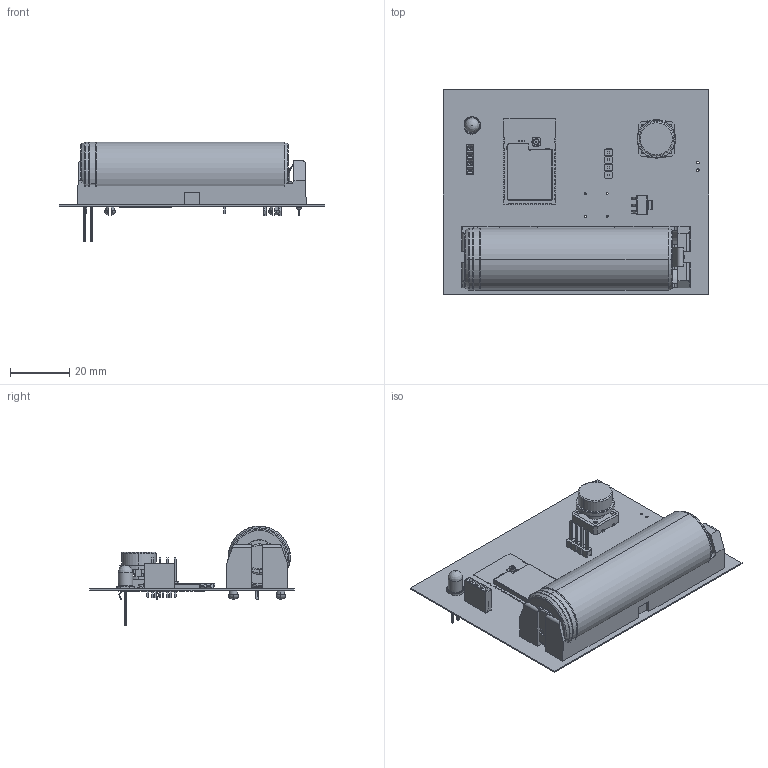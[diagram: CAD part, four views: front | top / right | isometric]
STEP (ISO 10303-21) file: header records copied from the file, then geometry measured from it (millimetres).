
FILE_DESCRIPTION(('Open CASCADE Model'),'2;1');
FILE_NAME('Open CASCADE Shape Model','2025-06-11T17:48:45',('Author'),( 'Open CASCADE'),'Open CASCADE STEP processor 6.8','Open CASCADE 6.8' ,'Unknown');
FILE_SCHEMA(('AUTOMOTIVE_DESIGN { 1 0 10303 214 1 1 1 1 }'));
Length unit declared in the file: millimetre
Products named in the file (21): PCB; Board; Open CASCADE STEP translator 6.8 1.1.1; U1; 5857214304; BT; 5857213264; Free-Models; 12mm_Push_Button_with_Cap; 12mm_Push_Button; 12mm_Push_Button_Cap; LED_5mm_BLUE; 21700_li_battery; 1x4_Male_Pin_Header; Female_Header_1x4_P2.54_H8.5_straight; Pin_One006; Epoxy_Body006; Body049; Body050; Body051; E73-2G4M04S_v2
Assembly tree (20 placements, depth 4):
  PCB
    Board
      Open CASCADE STEP translator 6.8 1.1.1
    U1
      5857214304
    BT
      5857213264
    Free-Models
      12mm_Push_Button_with_Cap
        12mm_Push_Button
        12mm_Push_Button_Cap
      LED_5mm_BLUE
      21700_li_battery
      1x4_Male_Pin_Header
      Female_Header_1x4_P2.54_H8.5_straight
        Pin_One006
        Epoxy_Body006
        Body049
        Body050
        Body051
      E73-2G4M04S_v2
Bounding box: 89.53 x 68.83 x 33.67 mm (x, y, z)
Volume: 34242 mm3; surface area: 29119.6 mm2
Topology: 35 solids, 35 shells, 1235 faces, 3156 edges, 1986 vertices
Faces by surface type: plane 807, cylinder 303, torus 56, sphere 27, bspline 21, cone 12, revolution 9
Full cylindrical faces by diameter (mm): 0.5 x1, 0.7 x4, 0.9 x10, 1.32 x2, 1.7 x1, 2 x1, 2.39 x1, 3.55 x2, 4.9 x1
Entity records: 40468 total; most frequent: CARTESIAN_POINT 6986, DIRECTION 6310, ORIENTED_EDGE 6258, EDGE_CURVE 3129, LINE 2295, VECTOR 2295, AXIS2_PLACEMENT_3D 2003, VERTEX_POINT 1986
